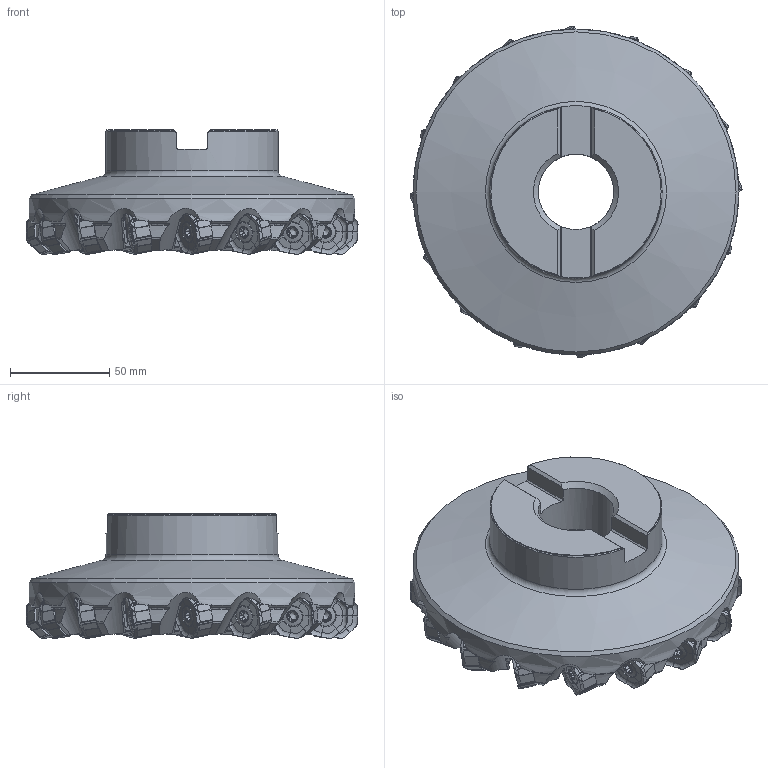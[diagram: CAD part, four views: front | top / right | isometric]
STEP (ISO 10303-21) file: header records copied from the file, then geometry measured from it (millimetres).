
FILE_DESCRIPTION(/* description */ (''),/* implementation_level */ '2;1');
FILE_NAME(/* name */ 'toolassembly_1.stp',/* time_stamp */ '2018-08-02T15:11:12+02:00',/* author */ (''),/* organization */ ('SMS'),/* preprocessor_version */ 'ST-DEVELOPER v15',/* originating_system */ 'SIEMENS PLM Software NX 8.5',/* authorisation */ '');
FILE_SCHEMA (('AUTOMOTIVE_DESIGN { 1 0 10303 214 3 1 1 1 }'));
Length unit declared in the file: millimetre
Products named in the file (4): ASSEMBLY_CONSTRUCTION; CUT_20180802150930; NOCUT_20180802150930; TOOLASSEMBLY_1
Assembly tree (18 placements, depth 2):
  TOOLASSEMBLY_1
    NOCUT_20180802150930
    CUT_20180802150930  x16
    ASSEMBLY_CONSTRUCTION
Bounding box: 167.64 x 167.64 x 62.95 mm (x, y, z)
Volume: 574877.4 mm3; surface area: 101896.5 mm2
Topology: 17 solids, 17 shells, 2965 faces, 8034 edges, 5154 vertices
Faces by surface type: plane 1410, extrusion 528, bspline 464, cone 199, cylinder 166, torus 150, revolution 48
Full cylindrical faces by diameter (mm): 6.35 x16, 7 x16, 8.3 x16, 10 x16, 38.112 x1, 56 x1, 87 x1, 164.544 x1
Entity records: 61748 total; most frequent: CARTESIAN_POINT 31213, ORIENTED_EDGE 6390, DIRECTION 5870, EDGE_CURVE 3195, AXIS2_PLACEMENT_3D 2260, VERTEX_POINT 2124, EDGE_LOOP 1483, VECTOR 1302
